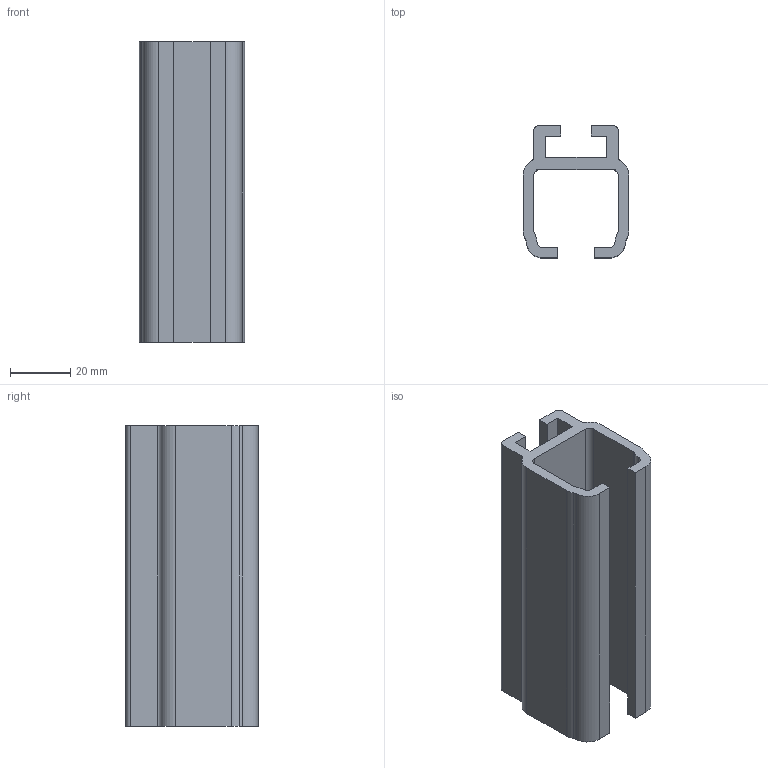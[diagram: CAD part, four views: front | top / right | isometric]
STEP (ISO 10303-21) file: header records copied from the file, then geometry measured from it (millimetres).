
FILE_DESCRIPTION(('Creo Elements/Direct Modeling STEP Export'),'2;1');
FILE_NAME('PX171601_0.stp','2022-12-12T13:46:25',(''),(''),'PTC Creo Elements/Direct Modeling STEP processor for AP214 (Solid Model)','PTC Creo Elements/Direct Modeling 19.0C 15-Aug-2015 (C) Parametric Technology GmbH','');
FILE_SCHEMA(('AUTOMOTIVE_DESIGN { 1 0 10303 214 1 1 1 1 }'));
Length unit declared in the file: millimetre
Products named in the file (2): C-Profilschiene-MMS-44_Nut-MMS-55_110.0070.7_PX171601
Assembly tree (1 placements, depth 2):
  C-Profilschiene-MMS-44_Nut-MMS-55_110.0070.7_PX171601
    C-Profilschiene-MMS-44_Nut-MMS-55_110.0070.7_PX171601
Bounding box: 35 x 44 x 100 mm (x, y, z)
Volume: 48937.8 mm3; surface area: 28246.2 mm2
Topology: 1 solids, 1 shells, 44 faces, 126 edges, 84 vertices
Faces by surface type: plane 24, cylinder 20
Entity records: 1495 total; most frequent: DIRECTION 258, CARTESIAN_POINT 256, ORIENTED_EDGE 252, EDGE_CURVE 126, AXIS2_PLACEMENT_3D 86, VECTOR 86, LINE 86, VERTEX_POINT 84
